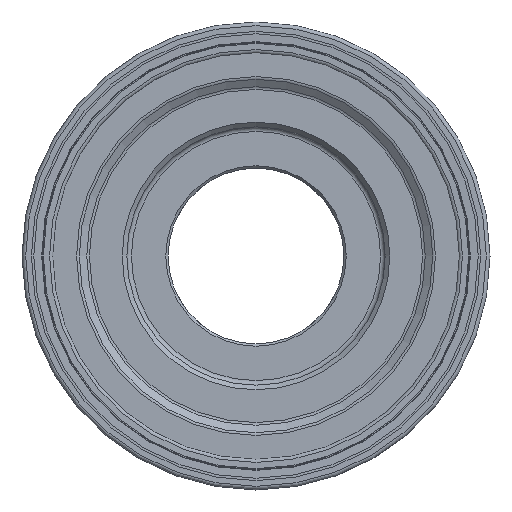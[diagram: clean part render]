
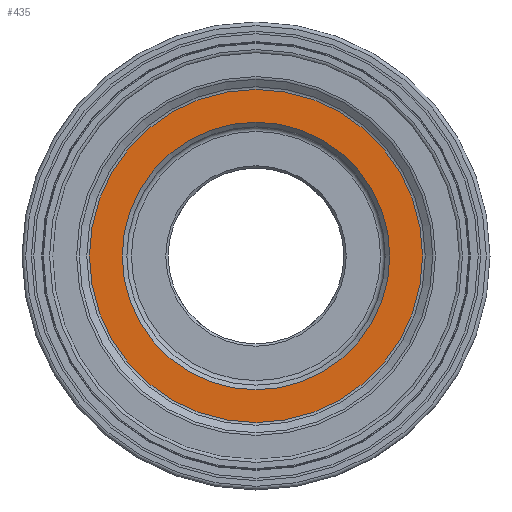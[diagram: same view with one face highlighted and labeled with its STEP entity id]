
A CAD part, left-side view. The second image highlights one B-rep face of the part: STEP entity #435.
In plain terms, the highlighted planar face has unit normal (-1, 0, 0).
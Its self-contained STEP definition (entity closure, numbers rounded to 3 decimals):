
#342=FACE_BOUND('',#547,.T.);
#343=FACE_BOUND('',#548,.T.);
#435=ADVANCED_FACE('',(#342,#343),#504,.T.);
#504=PLANE('',#1195);
#547=EDGE_LOOP('',(#728));
#548=EDGE_LOOP('',(#729));
#728=ORIENTED_EDGE('',*,*,#1031,.T.);
#729=ORIENTED_EDGE('',*,*,#1032,.T.);
#946=VERTEX_POINT('',#1665);
#947=VERTEX_POINT('',#1667);
#1031=EDGE_CURVE('',#946,#946,#1128,.T.);
#1032=EDGE_CURVE('',#947,#947,#1129,.T.);
#1128=CIRCLE('',#1193,29.);
#1129=CIRCLE('',#1194,36.108);
#1193=AXIS2_PLACEMENT_3D('',#1664,#1325,#1326);
#1194=AXIS2_PLACEMENT_3D('',#1666,#1327,#1328);
#1195=AXIS2_PLACEMENT_3D('',#1668,#1329,#1330);
#1325=DIRECTION('',(1.,0.,0.));
#1326=DIRECTION('',(0.,0.,1.));
#1327=DIRECTION('',(-1.,0.,0.));
#1328=DIRECTION('',(0.,0.,1.));
#1329=DIRECTION('',(-1.,0.,0.));
#1330=DIRECTION('',(0.,0.,1.));
#1664=CARTESIAN_POINT('',(2.641,0.,0.));
#1665=CARTESIAN_POINT('',(2.641,0.,29.));
#1666=CARTESIAN_POINT('',(2.641,0.,0.));
#1667=CARTESIAN_POINT('',(2.641,0.,36.108));
#1668=CARTESIAN_POINT('',(2.641,0.,0.));
